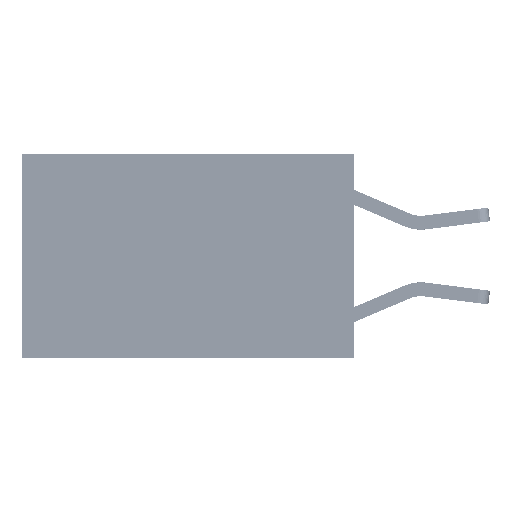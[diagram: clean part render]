
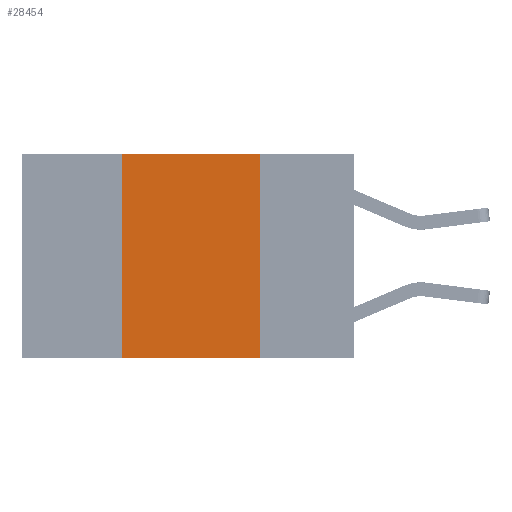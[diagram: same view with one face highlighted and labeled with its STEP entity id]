
A CAD part, left-side view. The second image highlights one B-rep face of the part: STEP entity #28454.
In plain terms, the highlighted planar face has unit normal (-1, 0, 0).
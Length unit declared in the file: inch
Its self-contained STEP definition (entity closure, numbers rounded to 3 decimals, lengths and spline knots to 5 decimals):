
#1582 = PLANE ( 'NONE',  #31418 ) ;
#2630 = ORIENTED_EDGE ( 'NONE', *, *, #6486, .F. ) ;
#4122 = DIRECTION ( 'NONE',  ( 1., 0., 0. ) ) ;
#4809 = EDGE_CURVE ( 'NONE', #30929, #25474, #30291, .T. ) ;
#6049 = EDGE_CURVE ( 'NONE', #16300, #30929, #19922, .T. ) ;
#6166 = DIRECTION ( 'NONE',  ( 0., 0., 1. ) ) ;
#6472 = CARTESIAN_POINT ( 'NONE',  ( 0., 0.42, 0. ) ) ;
#6486 = EDGE_CURVE ( 'NONE', #22015, #16300, #27410, .T. ) ;
#8571 = DIRECTION ( 'NONE',  ( 0., -1., 0. ) ) ;
#8616 = CARTESIAN_POINT ( 'NONE',  ( 0., 0.42, 0. ) ) ;
#10137 = VECTOR ( 'NONE', #18399, 39.37008 ) ;
#10272 = ORIENTED_EDGE ( 'NONE', *, *, #6049, .F. ) ;
#13220 = VECTOR ( 'NONE', #29500, 39.37008 ) ;
#13965 = VECTOR ( 'NONE', #6166, 39.37008 ) ;
#14386 = CARTESIAN_POINT ( 'NONE',  ( 0., 0.6, 0. ) ) ;
#14395 = LINE ( 'NONE', #16184, #27034 ) ;
#14533 = CARTESIAN_POINT ( 'NONE',  ( 0., 0.42, -0.37 ) ) ;
#14884 = ORIENTED_EDGE ( 'NONE', *, *, #21745, .T. ) ;
#16184 = CARTESIAN_POINT ( 'NONE',  ( 0., 0.6, -0.37 ) ) ;
#16300 = VERTEX_POINT ( 'NONE', #6472 ) ;
#17022 = EDGE_LOOP ( 'NONE', ( #26709, #10272, #2630, #14884 ) ) ;
#18399 = DIRECTION ( 'NONE',  ( 0., 0., -1. ) ) ;
#19922 = LINE ( 'NONE', #14386, #13220 ) ;
#20818 = CARTESIAN_POINT ( 'NONE',  ( 0., 0.17, 0. ) ) ;
#21745 = EDGE_CURVE ( 'NONE', #22015, #25474, #14395, .T. ) ;
#21811 = DIRECTION ( 'NONE',  ( 0., 0., -1. ) ) ;
#22015 = VERTEX_POINT ( 'NONE', #14533 ) ;
#24345 = CARTESIAN_POINT ( 'NONE',  ( 0., 0.17, -0.37 ) ) ;
#25474 = VERTEX_POINT ( 'NONE', #24345 ) ;
#25644 = FACE_OUTER_BOUND ( 'NONE', #17022, .T. ) ;
#26709 = ORIENTED_EDGE ( 'NONE', *, *, #4809, .F. ) ;
#27034 = VECTOR ( 'NONE', #8571, 39.37008 ) ;
#27410 = LINE ( 'NONE', #8616, #13965 ) ;
#28454 = ADVANCED_FACE ( 'NONE', ( #25644 ), #1582, .F. ) ;
#29296 = CARTESIAN_POINT ( 'NONE',  ( 0., 0.17, 0. ) ) ;
#29500 = DIRECTION ( 'NONE',  ( 0., -1., 0. ) ) ;
#30291 = LINE ( 'NONE', #20818, #10137 ) ;
#30929 = VERTEX_POINT ( 'NONE', #29296 ) ;
#31418 = AXIS2_PLACEMENT_3D ( 'NONE', #31844, #4122, #21811 ) ;
#31844 = CARTESIAN_POINT ( 'NONE',  ( 0., 0.6, 0. ) ) ;
